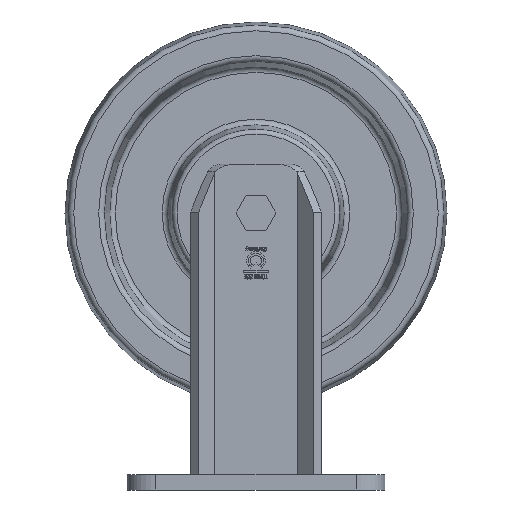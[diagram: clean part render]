
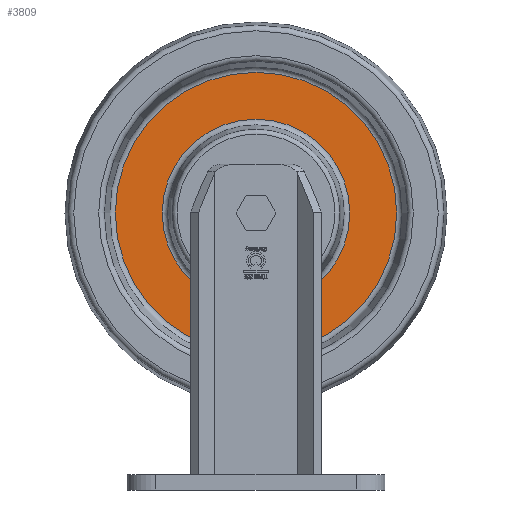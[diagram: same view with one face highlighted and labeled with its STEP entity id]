
A CAD part, left-side view. The second image highlights one B-rep face of the part: STEP entity #3809.
In plain terms, the highlighted planar face has unit normal (-1, 0, 0).
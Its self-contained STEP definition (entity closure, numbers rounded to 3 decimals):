
#2877=PLANE('',#11273);
#3221=FACE_OUTER_BOUND('',#4614,.T.);
#3809=ADVANCED_FACE('',(#4439,#3221),#2877,.T.);
#4439=FACE_BOUND('',#4613,.T.);
#4613=EDGE_LOOP('',(#5361));
#4614=EDGE_LOOP('',(#5362));
#5361=ORIENTED_EDGE('',*,*,#9564,.F.);
#5362=ORIENTED_EDGE('',*,*,#9565,.F.);
#8494=VERTEX_POINT('',#13835);
#8495=VERTEX_POINT('',#13837);
#9564=EDGE_CURVE('',#8494,#8494,#11136,.T.);
#9565=EDGE_CURVE('',#8495,#8495,#11137,.T.);
#11136=CIRCLE('',#11271,49.102);
#11137=CIRCLE('',#11272,73.658);
#11271=AXIS2_PLACEMENT_3D('',#13834,#11853,#11854);
#11272=AXIS2_PLACEMENT_3D('',#13836,#11855,#11856);
#11273=AXIS2_PLACEMENT_3D('',#13838,#11857,#11858);
#11853=DIRECTION('',(-1.,0.,0.));
#11854=DIRECTION('',(0.,0.,-1.));
#11855=DIRECTION('',(1.,0.,0.));
#11856=DIRECTION('',(0.,0.,-1.));
#11857=DIRECTION('',(-1.,0.,0.));
#11858=DIRECTION('',(0.,0.,-1.));
#13834=CARTESIAN_POINT('',(-9.,0.,0.));
#13835=CARTESIAN_POINT('',(-9.,0.,-49.102));
#13836=CARTESIAN_POINT('',(-9.,0.,0.));
#13837=CARTESIAN_POINT('',(-9.,0.,-73.658));
#13838=CARTESIAN_POINT('',(-9.,76.,0.));
